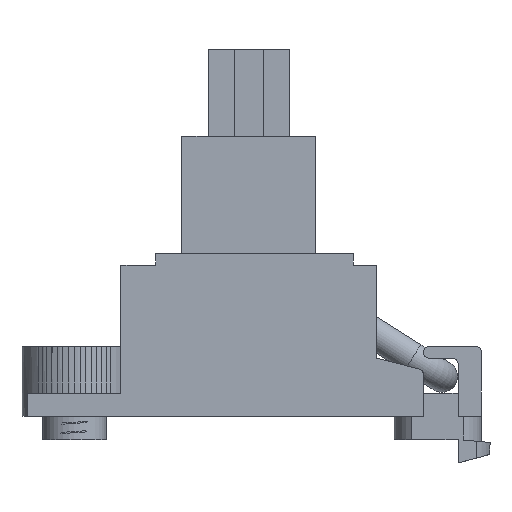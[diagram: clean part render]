
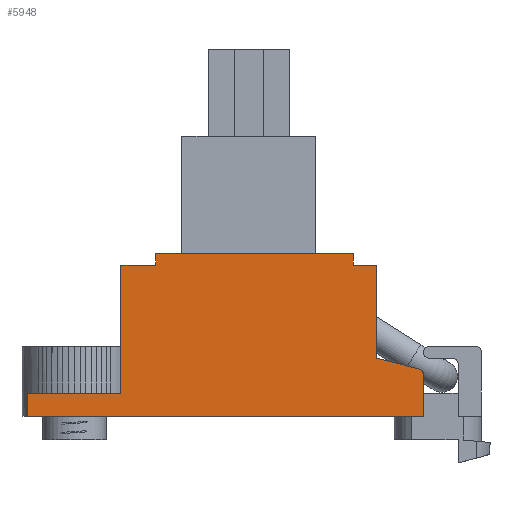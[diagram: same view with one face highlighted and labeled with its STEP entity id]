
A CAD part, front view. The second image highlights one B-rep face of the part: STEP entity #5948.
In plain terms, the highlighted planar face has unit normal (0, -1, 0).
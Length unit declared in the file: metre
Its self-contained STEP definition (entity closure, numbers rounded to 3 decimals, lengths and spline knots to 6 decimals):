
#386=CIRCLE('',#6449,0.00025);
#1058=ORIENTED_EDGE('',*,*,#2385,.T.);
#1059=ORIENTED_EDGE('',*,*,#2738,.F.);
#1060=ORIENTED_EDGE('',*,*,#2689,.T.);
#1061=ORIENTED_EDGE('',*,*,#2692,.F.);
#1062=ORIENTED_EDGE('',*,*,#2694,.T.);
#1063=ORIENTED_EDGE('',*,*,#2684,.T.);
#1064=ORIENTED_EDGE('',*,*,#2753,.F.);
#1065=ORIENTED_EDGE('',*,*,#2716,.F.);
#1066=ORIENTED_EDGE('',*,*,#2758,.F.);
#1067=ORIENTED_EDGE('',*,*,#2761,.T.);
#1068=ORIENTED_EDGE('',*,*,#2767,.T.);
#1069=ORIENTED_EDGE('',*,*,#2714,.F.);
#1070=ORIENTED_EDGE('',*,*,#2702,.F.);
#2385=EDGE_CURVE('',#3298,#3297,#3907,.T.);
#2684=EDGE_CURVE('',#3540,#3539,#4053,.T.);
#2689=EDGE_CURVE('',#3542,#3544,#386,.T.);
#2692=EDGE_CURVE('',#3546,#3544,#4059,.T.);
#2694=EDGE_CURVE('',#3546,#3540,#4061,.T.);
#2702=EDGE_CURVE('',#3298,#3552,#4069,.T.);
#2714=EDGE_CURVE('',#3552,#3562,#4079,.T.);
#2716=EDGE_CURVE('',#3563,#3564,#4081,.T.);
#2738=EDGE_CURVE('',#3542,#3297,#4100,.T.);
#2753=EDGE_CURVE('',#3564,#3539,#4113,.T.);
#2758=EDGE_CURVE('',#3584,#3563,#4118,.T.);
#2761=EDGE_CURVE('',#3584,#3586,#4121,.T.);
#2767=EDGE_CURVE('',#3586,#3562,#4127,.T.);
#3297=VERTEX_POINT('',#8770);
#3298=VERTEX_POINT('',#8772);
#3539=VERTEX_POINT('',#9370);
#3540=VERTEX_POINT('',#9372);
#3542=VERTEX_POINT('',#9377);
#3544=VERTEX_POINT('',#9381);
#3546=VERTEX_POINT('',#9387);
#3552=VERTEX_POINT('',#9407);
#3562=VERTEX_POINT('',#9432);
#3563=VERTEX_POINT('',#9436);
#3564=VERTEX_POINT('',#9437);
#3584=VERTEX_POINT('',#9512);
#3586=VERTEX_POINT('',#9518);
#3907=LINE('',#8771,#4476);
#4053=LINE('',#9371,#4622);
#4059=LINE('',#9388,#4628);
#4061=LINE('',#9391,#4630);
#4069=LINE('',#9406,#4638);
#4079=LINE('',#9431,#4648);
#4081=LINE('',#9435,#4650);
#4100=LINE('',#9477,#4669);
#4113=LINE('',#9505,#4682);
#4118=LINE('',#9511,#4687);
#4121=LINE('',#9517,#4690);
#4127=LINE('',#9528,#4696);
#4476=VECTOR('',#6893,1.);
#4622=VECTOR('',#7463,1.);
#4628=VECTOR('',#7477,1.);
#4630=VECTOR('',#7481,1.);
#4638=VECTOR('',#7493,1.);
#4648=VECTOR('',#7513,1.);
#4650=VECTOR('',#7517,1.);
#4669=VECTOR('',#7556,1.);
#4682=VECTOR('',#7583,1.);
#4687=VECTOR('',#7590,1.);
#4690=VECTOR('',#7595,1.);
#4696=VECTOR('',#7607,1.);
#5131=EDGE_LOOP('',(#1058,#1059,#1060,#1061,#1062,#1063,#1064,#1065,#1066,
#1067,#1068,#1069,#1070));
#5467=FACE_BOUND('',#5131,.T.);
#5746=PLANE('',#6481);
#5948=ADVANCED_FACE('',(#5467),#5746,.T.);
#6449=AXIS2_PLACEMENT_3D('',#9382,#7471,#7472);
#6481=AXIS2_PLACEMENT_3D('',#9527,#7605,#7606);
#6893=DIRECTION('',(1.,0.,0.));
#7463=DIRECTION('',(-1.,0.,0.));
#7471=DIRECTION('',(0.,-1.,0.));
#7472=DIRECTION('',(0.,0.,-1.));
#7477=DIRECTION('',(0.97,0.,-0.243));
#7481=DIRECTION('',(0.,0.,1.));
#7493=DIRECTION('',(0.,0.,1.));
#7513=DIRECTION('',(1.,0.,0.));
#7517=DIRECTION('',(1.,0.,0.));
#7556=DIRECTION('',(0.,0.,-1.));
#7583=DIRECTION('',(0.,0.,-1.));
#7590=DIRECTION('',(0.,0.,1.));
#7595=DIRECTION('',(-1.,0.,0.));
#7605=DIRECTION('',(0.,-1.,0.));
#7606=DIRECTION('',(1.,0.,0.));
#7607=DIRECTION('',(0.,0.,-1.));
#8770=CARTESIAN_POINT('',(0.00725,0.,-0.00325));
#8771=CARTESIAN_POINT('',(0.0075,0.,-0.00325));
#8772=CARTESIAN_POINT('',(-0.00975,0.,-0.00325));
#9370=CARTESIAN_POINT('',(0.00425,0.,0.00325));
#9371=CARTESIAN_POINT('',(0.00475,0.,0.00325));
#9372=CARTESIAN_POINT('',(0.00525,0.,0.00325));
#9377=CARTESIAN_POINT('',(0.00725,0.,-0.001445));
#9381=CARTESIAN_POINT('',(0.007061,0.,-0.001203));
#9382=CARTESIAN_POINT('',(0.007,0.,-0.001445));
#9387=CARTESIAN_POINT('',(0.00525,0.,-0.00075));
#9388=CARTESIAN_POINT('',(0.006155,0.,-0.000976));
#9391=CARTESIAN_POINT('',(0.00525,0.,0.00125));
#9406=CARTESIAN_POINT('',(-0.00975,0.,-0.00275));
#9407=CARTESIAN_POINT('',(-0.00975,0.,-0.00225));
#9431=CARTESIAN_POINT('',(-0.0075,0.,-0.00225));
#9432=CARTESIAN_POINT('',(-0.00575,0.,-0.00225));
#9435=CARTESIAN_POINT('',(0.,0.,0.00375));
#9436=CARTESIAN_POINT('',(-0.00425,0.,0.00375));
#9437=CARTESIAN_POINT('',(0.00425,0.,0.00375));
#9477=CARTESIAN_POINT('',(0.00725,0.,-0.001848));
#9505=CARTESIAN_POINT('',(0.00425,0.,0.0035));
#9511=CARTESIAN_POINT('',(-0.00425,0.,0.0035));
#9512=CARTESIAN_POINT('',(-0.00425,0.,0.00325));
#9517=CARTESIAN_POINT('',(-0.00475,0.,0.00325));
#9518=CARTESIAN_POINT('',(-0.00575,0.,0.00325));
#9527=CARTESIAN_POINT('',(0.,0.,0.00025));
#9528=CARTESIAN_POINT('',(-0.00575,0.,0.00325));
